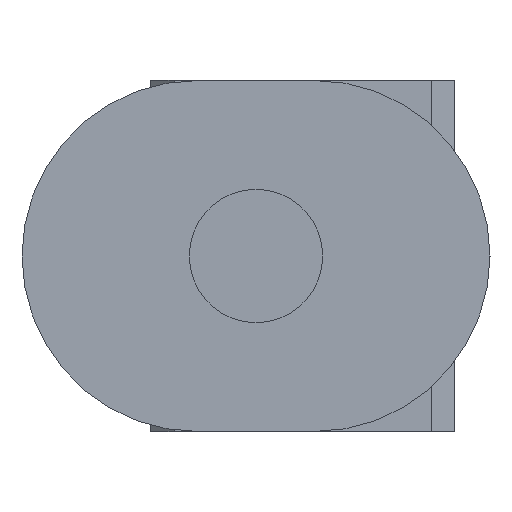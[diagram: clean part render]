
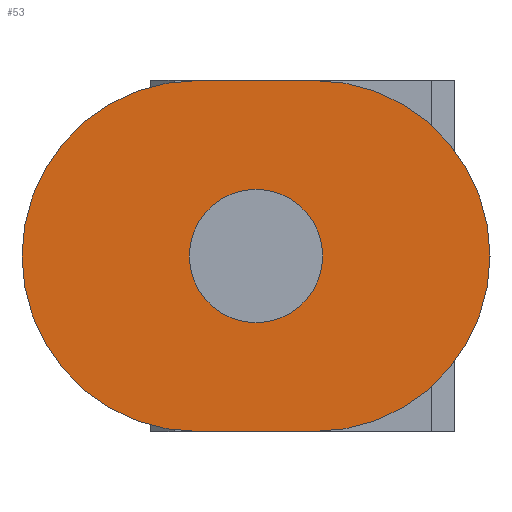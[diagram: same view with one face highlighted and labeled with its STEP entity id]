
A CAD part, left-side view. The second image highlights one B-rep face of the part: STEP entity #53.
In plain terms, the highlighted planar face has unit normal (-1, 0, 0).
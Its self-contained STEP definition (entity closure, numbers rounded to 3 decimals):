
#53=ADVANCED_FACE('',(#323,#325),#327,.T.);
#323=FACE_BOUND('',#324,.T.);
#324=EDGE_LOOP('',(#537,#538,#539,#540));
#325=FACE_BOUND('',#326,.T.);
#326=EDGE_LOOP('',(#541));
#327=PLANE('',#328);
#328=AXIS2_PLACEMENT_3D('',#329,#330,#331);
#329=CARTESIAN_POINT('',(-30.8,0.,0.));
#330=DIRECTION('',(-1.,0.,0.));
#331=DIRECTION('',(0.,0.,-1.));
#537=ORIENTED_EDGE('',*,*,#673,.T.);
#538=ORIENTED_EDGE('',*,*,#674,.T.);
#539=ORIENTED_EDGE('',*,*,#675,.T.);
#540=ORIENTED_EDGE('',*,*,#676,.T.);
#541=ORIENTED_EDGE('',*,*,#677,.T.);
#673=EDGE_CURVE('',#741,#742,#743,.T.);
#674=EDGE_CURVE('',#742,#744,#745,.T.);
#675=EDGE_CURVE('',#744,#746,#747,.T.);
#676=EDGE_CURVE('',#746,#741,#748,.T.);
#677=EDGE_CURVE('',#749,#749,#750,.F.);
#741=VERTEX_POINT('',#851);
#742=VERTEX_POINT('',#852);
#743=LINE('',#853,#854);
#744=VERTEX_POINT('',#856);
#745=CIRCLE('',#857,7.5);
#746=VERTEX_POINT('',#861);
#747=LINE('',#862,#863);
#748=CIRCLE('',#865,7.5);
#749=VERTEX_POINT('',#869);
#750=CIRCLE('',#870,2.85);
#851=CARTESIAN_POINT('',(-30.8,-4.,0.));
#852=CARTESIAN_POINT('',(-30.8,-9.,0.));
#853=CARTESIAN_POINT('',(-30.8,-4.,0.));
#854=VECTOR('',#855,1.);
#855=DIRECTION('',(0.,-1.,0.));
#856=CARTESIAN_POINT('',(-30.8,-9.,15.));
#857=AXIS2_PLACEMENT_3D('',#858,#859,#860);
#858=CARTESIAN_POINT('',(-30.8,-9.,7.5));
#859=DIRECTION('',(-1.,0.,0.));
#860=DIRECTION('',(0.,0.,-1.));
#861=CARTESIAN_POINT('',(-30.8,-4.,15.));
#862=CARTESIAN_POINT('',(-30.8,-9.,15.));
#863=VECTOR('',#864,1.);
#864=DIRECTION('',(0.,1.,0.));
#865=AXIS2_PLACEMENT_3D('',#866,#867,#868);
#866=CARTESIAN_POINT('',(-30.8,-4.,7.5));
#867=DIRECTION('',(-1.,0.,0.));
#868=DIRECTION('',(0.,0.,1.));
#869=CARTESIAN_POINT('',(-30.8,-6.5,4.65));
#870=AXIS2_PLACEMENT_3D('',#871,#872,#873);
#871=CARTESIAN_POINT('',(-30.8,-6.5,7.5));
#872=DIRECTION('',(-1.,0.,0.));
#873=DIRECTION('',(0.,0.,-1.));
